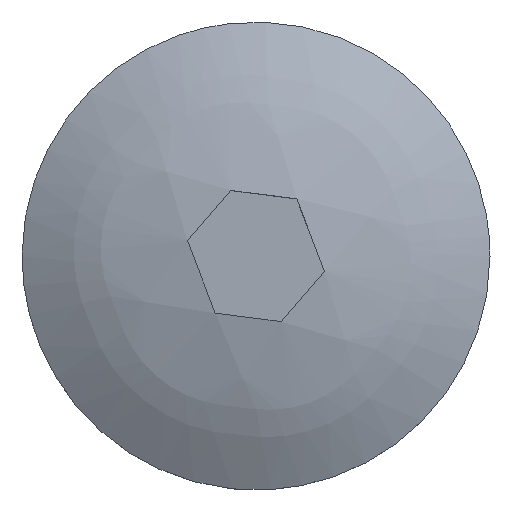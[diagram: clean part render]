
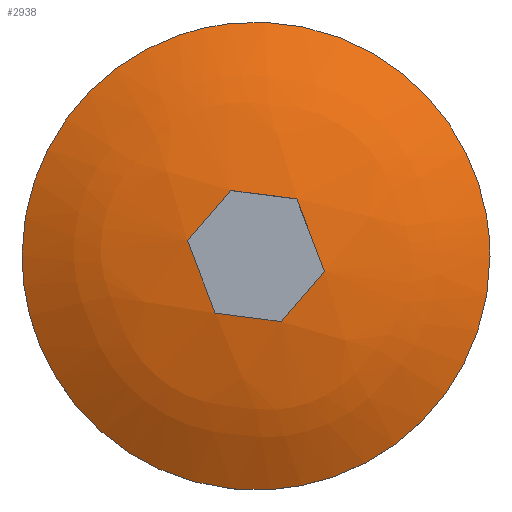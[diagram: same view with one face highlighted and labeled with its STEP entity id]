
A CAD part, top view. The second image highlights one B-rep face of the part: STEP entity #2938.
In plain terms, the highlighted free-form (B-spline) face has degree [2, 2] with [4, 4] control points.
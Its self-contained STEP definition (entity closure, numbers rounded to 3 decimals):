
#320=CARTESIAN_POINT('',(-0.708,5.958,7.852));
#321=VERTEX_POINT('',#320);
#327=CARTESIAN_POINT('',(6.0,0.0,7.852));
#328=VERTEX_POINT('',#327);
#329=CARTESIAN_POINT('',(-0.708,5.958,7.852));
#330=CARTESIAN_POINT('',(-0.355,6.0,7.852));
#331=CARTESIAN_POINT('',(0.0,6.0,7.852));
#332=CARTESIAN_POINT('',(6.0,6.0,7.852));
#333=CARTESIAN_POINT('',(6.0,0.0,7.852));
#341=(BOUNDED_CURVE()B_SPLINE_CURVE(2,(#329,#330,#331,#332,#333),.UNSPECIFIED.,.F.,.U.)B_SPLINE_CURVE_WITH_KNOTS((3,2,3),(0.23,0.25,0.5),.UNSPECIFIED.)CURVE()GEOMETRIC_REPRESENTATION_ITEM()RATIONAL_B_SPLINE_CURVE((0.956,0.976,1.0,0.707,1.0))REPRESENTATION_ITEM(''));
#342=EDGE_CURVE('',#321,#328,#341,.T.);
#344=CARTESIAN_POINT('',(0.366,-5.989,7.852));
#345=VERTEX_POINT('',#344);
#346=CARTESIAN_POINT('',(6.0,0.0,7.852));
#347=CARTESIAN_POINT('',(6.,-5.644,7.852));
#348=CARTESIAN_POINT('',(0.366,-5.989,7.852));
#356=(BOUNDED_CURVE()B_SPLINE_CURVE(2,(#346,#347,#348),.UNSPECIFIED.,.F.,.U.)B_SPLINE_CURVE_WITH_KNOTS((3,3),(0.5,0.739),.UNSPECIFIED.)CURVE()GEOMETRIC_REPRESENTATION_ITEM()RATIONAL_B_SPLINE_CURVE((1.0,0.72,0.976))REPRESENTATION_ITEM(''));
#357=EDGE_CURVE('',#328,#345,#356,.T.);
#431=CARTESIAN_POINT('',(-6.0,0.0,7.852));
#432=VERTEX_POINT('',#431);
#433=CARTESIAN_POINT('',(0.366,-5.989,7.852));
#434=CARTESIAN_POINT('',(0.183,-6.0,7.852));
#435=CARTESIAN_POINT('',(0.0,-6.0,7.852));
#436=CARTESIAN_POINT('',(-6.0,-6.0,7.852));
#437=CARTESIAN_POINT('',(-6.0,0.0,7.852));
#445=(BOUNDED_CURVE()B_SPLINE_CURVE(2,(#433,#434,#435,#436,#437),.UNSPECIFIED.,.F.,.U.)B_SPLINE_CURVE_WITH_KNOTS((3,2,3),(0.739,0.75,1.0),.UNSPECIFIED.)CURVE()GEOMETRIC_REPRESENTATION_ITEM()RATIONAL_B_SPLINE_CURVE((0.976,0.988,1.0,0.707,1.0))REPRESENTATION_ITEM(''));
#446=EDGE_CURVE('',#345,#432,#445,.T.);
#448=CARTESIAN_POINT('',(-6.0,0.0,7.852));
#449=CARTESIAN_POINT('',(-6.,5.329,7.852));
#450=CARTESIAN_POINT('',(-0.708,5.958,7.852));
#458=(BOUNDED_CURVE()B_SPLINE_CURVE(2,(#448,#449,#450),.UNSPECIFIED.,.F.,.U.)B_SPLINE_CURVE_WITH_KNOTS((3,3),(0.0,0.23),.UNSPECIFIED.)CURVE()GEOMETRIC_REPRESENTATION_ITEM()RATIONAL_B_SPLINE_CURVE((1.0,0.731,0.956))REPRESENTATION_ITEM(''));
#459=EDGE_CURVE('',#432,#321,#458,.T.);
#2695=CARTESIAN_POINT('',(-1.044,-1.466,9.316));
#2696=VERTEX_POINT('',#2695);
#2697=CARTESIAN_POINT('',(0.645,-1.68,9.316));
#2698=VERTEX_POINT('',#2697);
#2699=CARTESIAN_POINT('',(-1.044,-1.466,9.316));
#2700=CARTESIAN_POINT('',(-0.199,-1.573,9.377));
#2701=CARTESIAN_POINT('',(0.645,-1.68,9.316));
#2709=(BOUNDED_CURVE()B_SPLINE_CURVE(2,(#2699,#2700,#2701),.UNSPECIFIED.,.F.,.U.)CURVE()GEOMETRIC_REPRESENTATION_ITEM()QUASI_UNIFORM_CURVE()RATIONAL_B_SPLINE_CURVE((1.0,0.997,1.0))REPRESENTATION_ITEM(''));
#2710=EDGE_CURVE('',#2696,#2698,#2709,.T.);
#2731=CARTESIAN_POINT('',(-1.757,0.391,9.316));
#2732=VERTEX_POINT('',#2731);
#2733=CARTESIAN_POINT('',(-1.757,0.391,9.316));
#2734=CARTESIAN_POINT('',(-1.4,-0.538,9.399));
#2735=CARTESIAN_POINT('',(-1.044,-1.466,9.316));
#2743=(BOUNDED_CURVE()B_SPLINE_CURVE(2,(#2733,#2734,#2735),.UNSPECIFIED.,.F.,.U.)CURVE()GEOMETRIC_REPRESENTATION_ITEM()QUASI_UNIFORM_CURVE()RATIONAL_B_SPLINE_CURVE((1.0,0.997,1.0))REPRESENTATION_ITEM(''));
#2744=EDGE_CURVE('',#2732,#2696,#2743,.T.);
#2761=CARTESIAN_POINT('',(-0.645,1.68,9.316));
#2762=VERTEX_POINT('',#2761);
#2763=CARTESIAN_POINT('',(-0.645,1.68,9.316));
#2764=CARTESIAN_POINT('',(-1.201,1.036,9.377));
#2765=CARTESIAN_POINT('',(-1.757,0.391,9.316));
#2773=(BOUNDED_CURVE()B_SPLINE_CURVE(2,(#2763,#2764,#2765),.UNSPECIFIED.,.F.,.U.)CURVE()GEOMETRIC_REPRESENTATION_ITEM()QUASI_UNIFORM_CURVE()RATIONAL_B_SPLINE_CURVE((1.0,0.997,1.0))REPRESENTATION_ITEM(''));
#2774=EDGE_CURVE('',#2762,#2732,#2773,.T.);
#2791=CARTESIAN_POINT('',(1.044,1.466,9.316));
#2792=VERTEX_POINT('',#2791);
#2793=CARTESIAN_POINT('',(1.044,1.466,9.316));
#2794=CARTESIAN_POINT('',(0.199,1.573,9.377));
#2795=CARTESIAN_POINT('',(-0.645,1.68,9.316));
#2803=(BOUNDED_CURVE()B_SPLINE_CURVE(2,(#2793,#2794,#2795),.UNSPECIFIED.,.F.,.U.)CURVE()GEOMETRIC_REPRESENTATION_ITEM()QUASI_UNIFORM_CURVE()RATIONAL_B_SPLINE_CURVE((1.0,0.997,1.0))REPRESENTATION_ITEM(''));
#2804=EDGE_CURVE('',#2792,#2762,#2803,.T.);
#2821=CARTESIAN_POINT('',(1.757,-0.391,9.316));
#2822=VERTEX_POINT('',#2821);
#2823=CARTESIAN_POINT('',(1.757,-0.391,9.316));
#2824=CARTESIAN_POINT('',(1.4,0.538,9.399));
#2825=CARTESIAN_POINT('',(1.044,1.466,9.316));
#2833=(BOUNDED_CURVE()B_SPLINE_CURVE(2,(#2823,#2824,#2825),.UNSPECIFIED.,.F.,.U.)CURVE()GEOMETRIC_REPRESENTATION_ITEM()QUASI_UNIFORM_CURVE()RATIONAL_B_SPLINE_CURVE((1.0,0.997,1.0))REPRESENTATION_ITEM(''));
#2834=EDGE_CURVE('',#2822,#2792,#2833,.T.);
#2851=CARTESIAN_POINT('',(0.645,-1.68,9.316));
#2852=CARTESIAN_POINT('',(1.201,-1.036,9.377));
#2853=CARTESIAN_POINT('',(1.757,-0.391,9.316));
#2861=(BOUNDED_CURVE()B_SPLINE_CURVE(2,(#2851,#2852,#2853),.UNSPECIFIED.,.F.,.U.)CURVE()GEOMETRIC_REPRESENTATION_ITEM()QUASI_UNIFORM_CURVE()RATIONAL_B_SPLINE_CURVE((1.0,0.997,1.0))REPRESENTATION_ITEM(''));
#2862=EDGE_CURVE('',#2698,#2822,#2861,.T.);
#2900=CARTESIAN_POINT('',(-6.031,-6.031,5.914));
#2901=CARTESIAN_POINT('',(-3.254,-6.509,7.543));
#2902=CARTESIAN_POINT('',(3.254,-6.509,7.543));
#2903=CARTESIAN_POINT('',(6.031,-6.031,5.914));
#2904=CARTESIAN_POINT('',(-6.509,-3.254,7.543));
#2905=CARTESIAN_POINT('',(-3.534,-3.534,9.452));
#2906=CARTESIAN_POINT('',(3.534,-3.534,9.452));
#2907=CARTESIAN_POINT('',(6.509,-3.254,7.543));
#2908=CARTESIAN_POINT('',(-6.509,3.254,7.543));
#2909=CARTESIAN_POINT('',(-3.534,3.534,9.452));
#2910=CARTESIAN_POINT('',(3.534,3.534,9.452));
#2911=CARTESIAN_POINT('',(6.509,3.254,7.543));
#2912=CARTESIAN_POINT('',(-6.031,6.031,5.914));
#2913=CARTESIAN_POINT('',(-3.254,6.509,7.543));
#2914=CARTESIAN_POINT('',(3.254,6.509,7.543));
#2915=CARTESIAN_POINT('',(6.031,6.031,5.914));
#2923=(BOUNDED_SURFACE()B_SPLINE_SURFACE(2,2,((#2900,#2904,#2908,#2912),(#2901,#2905,#2909,#2913),(#2902,#2906,#2910,#2914),(#2903,#2907,#2911,#2915)),.UNSPECIFIED.,.F.,.F.,.U.)B_SPLINE_SURFACE_WITH_KNOTS((3,1,3),(3,1,3),(1.356,8.01,14.664),(1.356,8.01,14.664),.UNSPECIFIED.)GEOMETRIC_REPRESENTATION_ITEM()RATIONAL_B_SPLINE_SURFACE(((1.172,1.086,1.086,1.172),(1.086,1.0,1.0,1.086),(1.086,1.0,1.0,1.086),(1.172,1.086,1.086,1.172)))REPRESENTATION_ITEM('')SURFACE());
#2924=ORIENTED_EDGE('',*,*,#446,.F.);
#2925=ORIENTED_EDGE('',*,*,#357,.F.);
#2926=ORIENTED_EDGE('',*,*,#342,.F.);
#2927=ORIENTED_EDGE('',*,*,#459,.F.);
#2928=EDGE_LOOP('',(#2924,#2925,#2926,#2927));
#2929=FACE_OUTER_BOUND('',#2928,.T.);
#2930=ORIENTED_EDGE('',*,*,#2862,.F.);
#2931=ORIENTED_EDGE('',*,*,#2710,.F.);
#2932=ORIENTED_EDGE('',*,*,#2744,.F.);
#2933=ORIENTED_EDGE('',*,*,#2774,.F.);
#2934=ORIENTED_EDGE('',*,*,#2804,.F.);
#2935=ORIENTED_EDGE('',*,*,#2834,.F.);
#2936=EDGE_LOOP('',(#2930,#2931,#2932,#2933,#2934,#2935));
#2937=FACE_BOUND('',#2936,.T.);
#2938=ADVANCED_FACE('',(#2929,#2937),#2923,.T.);
